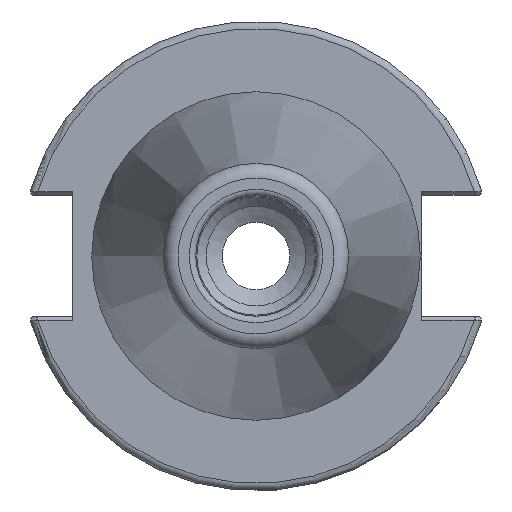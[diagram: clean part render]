
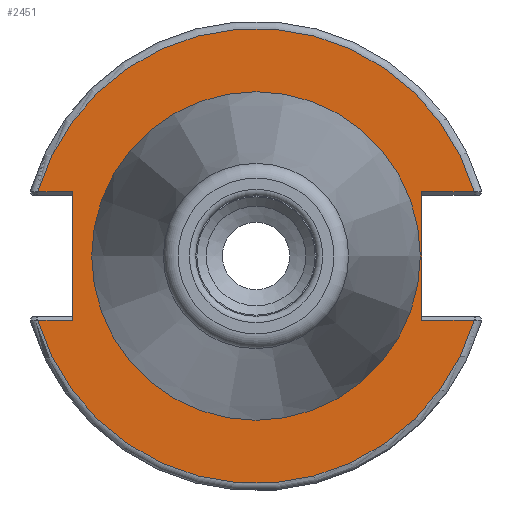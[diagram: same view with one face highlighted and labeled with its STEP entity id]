
A CAD part, left-side view. The second image highlights one B-rep face of the part: STEP entity #2451.
In plain terms, the highlighted planar face has unit normal (-1, 0, 0).
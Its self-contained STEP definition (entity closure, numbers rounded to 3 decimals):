
#134=FACE_BOUND('',#387,.T.);
#150=PLANE('',#2657);
#245=FACE_OUTER_BOUND('',#386,.T.);
#386=EDGE_LOOP('',(#1769,#1770,#1771,#1772,#1773,#1774,#1775,#1776));
#387=EDGE_LOOP('',(#1777,#1778));
#525=LINE('',#3807,#683);
#527=LINE('',#3875,#685);
#528=LINE('',#3877,#686);
#529=LINE('',#3881,#687);
#530=LINE('',#3883,#688);
#531=LINE('',#3884,#689);
#683=VECTOR('',#3017,10.);
#685=VECTOR('',#3035,10.);
#686=VECTOR('',#3036,10.);
#687=VECTOR('',#3039,10.);
#688=VECTOR('',#3040,10.);
#689=VECTOR('',#3041,10.);
#873=CIRCLE('',#2656,30.775);
#874=CIRCLE('',#2658,30.775);
#875=CIRCLE('',#2659,22.225);
#876=CIRCLE('',#2660,22.225);
#1026=VERTEX_POINT('',#3800);
#1029=VERTEX_POINT('',#3805);
#1035=VERTEX_POINT('',#3853);
#1037=VERTEX_POINT('',#3874);
#1038=VERTEX_POINT('',#3876);
#1039=VERTEX_POINT('',#3878);
#1040=VERTEX_POINT('',#3880);
#1041=VERTEX_POINT('',#3882);
#1042=VERTEX_POINT('',#3885);
#1043=VERTEX_POINT('',#3886);
#1308=EDGE_CURVE('',#1029,#1026,#525,.T.);
#1318=EDGE_CURVE('',#1026,#1035,#873,.T.);
#1321=EDGE_CURVE('',#1029,#1037,#527,.T.);
#1322=EDGE_CURVE('',#1038,#1037,#528,.T.);
#1323=EDGE_CURVE('',#1039,#1038,#874,.T.);
#1324=EDGE_CURVE('',#1040,#1039,#529,.T.);
#1325=EDGE_CURVE('',#1040,#1041,#530,.T.);
#1326=EDGE_CURVE('',#1035,#1041,#531,.T.);
#1327=EDGE_CURVE('',#1042,#1043,#875,.T.);
#1328=EDGE_CURVE('',#1043,#1042,#876,.T.);
#1769=ORIENTED_EDGE('',*,*,#1308,.F.);
#1770=ORIENTED_EDGE('',*,*,#1321,.T.);
#1771=ORIENTED_EDGE('',*,*,#1322,.F.);
#1772=ORIENTED_EDGE('',*,*,#1323,.F.);
#1773=ORIENTED_EDGE('',*,*,#1324,.F.);
#1774=ORIENTED_EDGE('',*,*,#1325,.T.);
#1775=ORIENTED_EDGE('',*,*,#1326,.F.);
#1776=ORIENTED_EDGE('',*,*,#1318,.F.);
#1777=ORIENTED_EDGE('',*,*,#1327,.T.);
#1778=ORIENTED_EDGE('',*,*,#1328,.T.);
#2451=ADVANCED_FACE('',(#245,#134),#150,.T.);
#2656=AXIS2_PLACEMENT_3D('',#3854,#3031,#3032);
#2657=AXIS2_PLACEMENT_3D('',#3873,#3033,#3034);
#2658=AXIS2_PLACEMENT_3D('',#3879,#3037,#3038);
#2659=AXIS2_PLACEMENT_3D('',#3887,#3042,#3043);
#2660=AXIS2_PLACEMENT_3D('',#3888,#3044,#3045);
#3017=DIRECTION('',(0.,-1.,0.));
#3031=DIRECTION('center_axis',(1.,0.,0.));
#3032=DIRECTION('ref_axis',(0.,0.,-1.));
#3033=DIRECTION('center_axis',(-1.,0.,0.));
#3034=DIRECTION('ref_axis',(0.,0.,1.));
#3035=DIRECTION('',(0.,0.,1.));
#3036=DIRECTION('',(0.,1.,0.));
#3037=DIRECTION('center_axis',(1.,0.,0.));
#3038=DIRECTION('ref_axis',(0.,0.,-1.));
#3039=DIRECTION('',(0.,1.,0.));
#3040=DIRECTION('',(0.,0.,-1.));
#3041=DIRECTION('',(0.,-1.,0.));
#3042=DIRECTION('center_axis',(1.,0.,0.));
#3043=DIRECTION('ref_axis',(0.,0.,-1.));
#3044=DIRECTION('center_axis',(1.,0.,0.));
#3045=DIRECTION('ref_axis',(0.,0.,-1.));
#3800=CARTESIAN_POINT('',(3.175,-29.523,-8.69));
#3805=CARTESIAN_POINT('',(3.175,-22.41,-8.69));
#3807=CARTESIAN_POINT('',(3.175,-4.878,-8.69));
#3853=CARTESIAN_POINT('',(3.175,29.523,-8.69));
#3854=CARTESIAN_POINT('Origin',(3.175,0.,
0.));
#3873=CARTESIAN_POINT('Origin',(3.175,30.775,0.));
#3874=CARTESIAN_POINT('',(3.175,-22.41,8.69));
#3875=CARTESIAN_POINT('',(3.175,-22.41,-4.095));
#3876=CARTESIAN_POINT('',(3.175,-29.523,8.69));
#3877=CARTESIAN_POINT('',(3.175,4.182,8.69));
#3878=CARTESIAN_POINT('',(3.175,29.523,8.69));
#3879=CARTESIAN_POINT('Origin',(3.175,0.,
0.));
#3880=CARTESIAN_POINT('',(3.175,24.8,8.69));
#3881=CARTESIAN_POINT('',(3.175,32.958,8.69));
#3882=CARTESIAN_POINT('',(3.175,24.8,-8.69));
#3883=CARTESIAN_POINT('',(3.175,24.8,4.095));
#3884=CARTESIAN_POINT('',(3.175,27.788,-8.69));
#3885=CARTESIAN_POINT('',(3.175,22.225,0.));
#3886=CARTESIAN_POINT('',(3.175,-22.225,0.));
#3887=CARTESIAN_POINT('Origin',(3.175,0.,
0.));
#3888=CARTESIAN_POINT('Origin',(3.175,0.,
0.));
